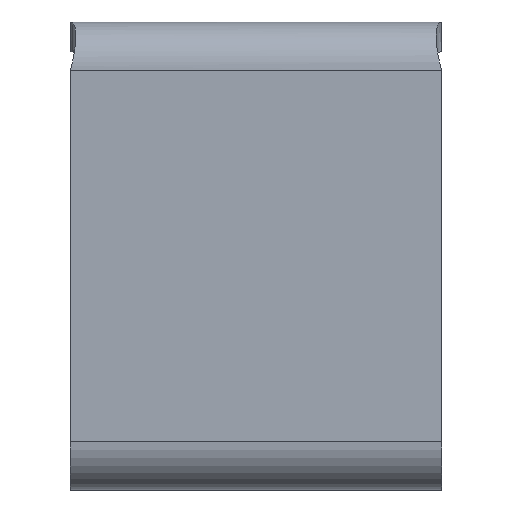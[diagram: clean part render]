
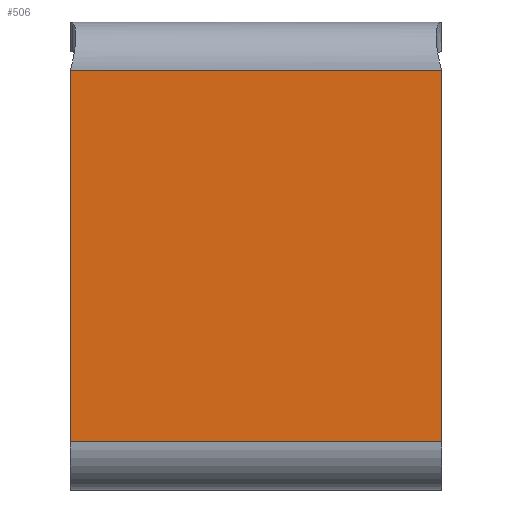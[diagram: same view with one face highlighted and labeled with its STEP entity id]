
A CAD part, front view. The second image highlights one B-rep face of the part: STEP entity #506.
In plain terms, the highlighted planar face has unit normal (0, -1, 0).
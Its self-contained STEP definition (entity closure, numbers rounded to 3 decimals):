
#20 = ORIENTED_EDGE ( 'NONE', *, *, #767, .F. ) ;
#34 = DIRECTION ( 'NONE',  ( 0., 0., 1. ) ) ;
#39 = VECTOR ( 'NONE', #392, 1000. ) ;
#55 = LINE ( 'NONE', #514, #39 ) ;
#64 = CARTESIAN_POINT ( 'NONE',  ( 50., -8., -50. ) ) ;
#65 = VERTEX_POINT ( 'NONE', #830 ) ;
#120 = CARTESIAN_POINT ( 'NONE',  ( -50., -8., 50. ) ) ;
#167 = DIRECTION ( 'NONE',  ( 0., 0., 1. ) ) ;
#171 = CARTESIAN_POINT ( 'NONE',  ( -50., -8., -50. ) ) ;
#178 = LINE ( 'NONE', #120, #470 ) ;
#237 = FACE_OUTER_BOUND ( 'NONE', #807, .T. ) ;
#248 = EDGE_CURVE ( 'NONE', #65, #737, #55, .T. ) ;
#262 = VERTEX_POINT ( 'NONE', #387 ) ;
#272 = AXIS2_PLACEMENT_3D ( 'NONE', #678, #729, #34 ) ;
#294 = LINE ( 'NONE', #497, #357 ) ;
#312 = VERTEX_POINT ( 'NONE', #332 ) ;
#332 = CARTESIAN_POINT ( 'NONE',  ( -50., -8., -50. ) ) ;
#357 = VECTOR ( 'NONE', #492, 1000. ) ;
#383 = DIRECTION ( 'NONE',  ( 1., 0., 0. ) ) ;
#387 = CARTESIAN_POINT ( 'NONE',  ( -50., -8., 50. ) ) ;
#392 = DIRECTION ( 'NONE',  ( 0., 0., -1. ) ) ;
#464 = EDGE_CURVE ( 'NONE', #312, #262, #810, .T. ) ;
#470 = VECTOR ( 'NONE', #383, 1000. ) ;
#492 = DIRECTION ( 'NONE',  ( -1., 0., 0. ) ) ;
#497 = CARTESIAN_POINT ( 'NONE',  ( -50., -8., -50. ) ) ;
#506 = ADVANCED_FACE ( 'NONE', ( #237 ), #559, .F. ) ;
#514 = CARTESIAN_POINT ( 'NONE',  ( 50., -8., -50. ) ) ;
#548 = VECTOR ( 'NONE', #167, 1000. ) ;
#555 = ORIENTED_EDGE ( 'NONE', *, *, #248, .F. ) ;
#559 = PLANE ( 'NONE',  #272 ) ;
#678 = CARTESIAN_POINT ( 'NONE',  ( 0., -8., 0. ) ) ;
#698 = ORIENTED_EDGE ( 'NONE', *, *, #464, .F. ) ;
#707 = EDGE_CURVE ( 'NONE', #737, #312, #294, .T. ) ;
#729 = DIRECTION ( 'NONE',  ( 0., 1., 0. ) ) ;
#737 = VERTEX_POINT ( 'NONE', #64 ) ;
#757 = ORIENTED_EDGE ( 'NONE', *, *, #707, .F. ) ;
#767 = EDGE_CURVE ( 'NONE', #262, #65, #178, .T. ) ;
#807 = EDGE_LOOP ( 'NONE', ( #555, #20, #698, #757 ) ) ;
#810 = LINE ( 'NONE', #171, #548 ) ;
#830 = CARTESIAN_POINT ( 'NONE',  ( 50., -8., 50. ) ) ;
